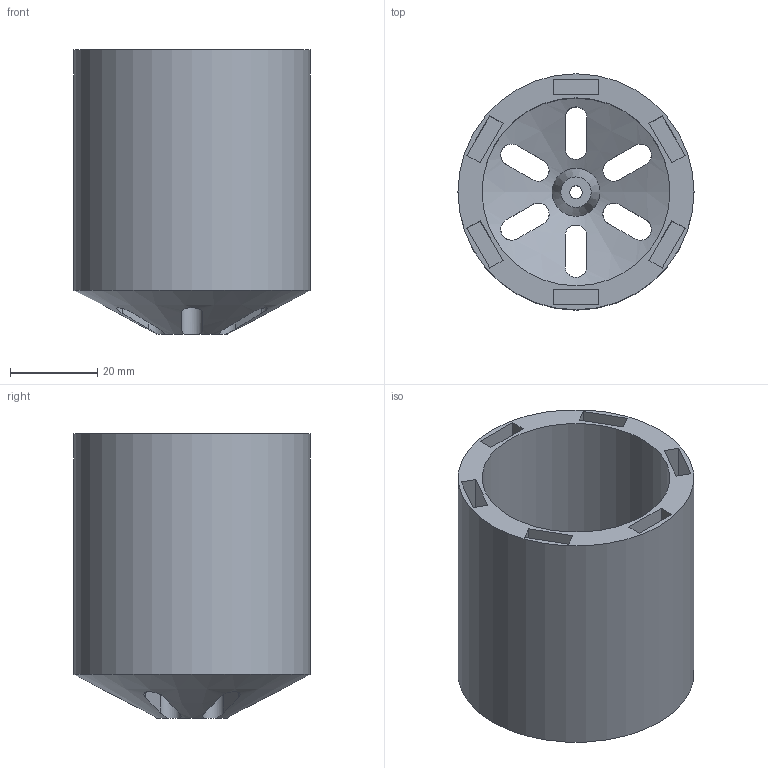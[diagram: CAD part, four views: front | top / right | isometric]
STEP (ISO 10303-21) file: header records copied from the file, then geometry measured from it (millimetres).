
FILE_DESCRIPTION(('FreeCAD Model'),'2;1');
FILE_NAME('Open CASCADE Shape Model','2025-01-10T20:28:09',('Author'),( ''),'Open CASCADE STEP processor 7.8','FreeCAD','Unknown');
FILE_SCHEMA(('AUTOMOTIVE_DESIGN { 1 0 10303 214 1 1 1 1 }'));
Length unit declared in the file: millimetre
Products named in the file (1): Rotor
Bounding box: 54 x 54 x 65 mm (x, y, z)
Volume: 45821.6 mm3; surface area: 30533.3 mm2
Topology: 1 solids, 1 shells, 63 faces, 183 edges, 123 vertices
Faces by surface type: plane 45, cylinder 15, cone 3
Full cylindrical faces by diameter (mm): 2.9 x1, 43 x1, 54 x1
Entity records: 3633 total; most frequent: CARTESIAN_POINT 1945, ORIENTED_EDGE 366, DIRECTION 316, EDGE_CURVE 183, VERTEX_POINT 123, AXIS2_PLACEMENT_3D 109, LINE 98, VECTOR 98
